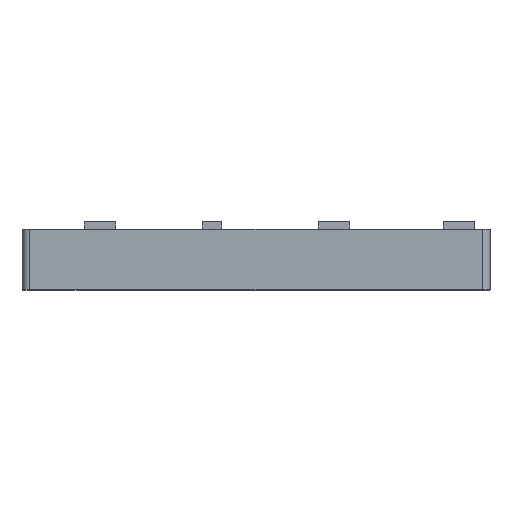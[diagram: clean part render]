
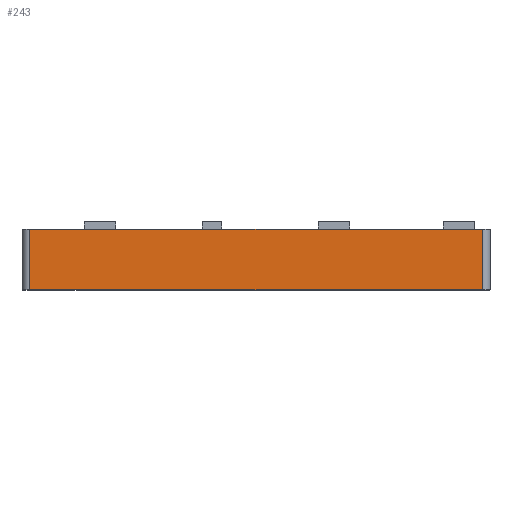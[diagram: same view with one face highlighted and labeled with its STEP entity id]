
A CAD part, top view. The second image highlights one B-rep face of the part: STEP entity #243.
In plain terms, the highlighted planar face has unit normal (0, 0, 1).
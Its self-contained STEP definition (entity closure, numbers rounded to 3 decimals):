
#23 = VERTEX_POINT ( 'NONE', #343 ) ;
#32 = EDGE_CURVE ( 'NONE', #833, #421, #194, .T. ) ;
#62 = DIRECTION ( 'NONE',  ( 0., -1., 0. ) ) ;
#74 = EDGE_LOOP ( 'NONE', ( #1447, #1313, #1234, #1748 ) ) ;
#194 = LINE ( 'NONE', #985, #324 ) ;
#239 = LINE ( 'NONE', #436, #1461 ) ;
#243 = ADVANCED_FACE ( 'NONE', ( #1243 ), #2029, .F. ) ;
#251 = VECTOR ( 'NONE', #672, 1000. ) ;
#299 = DIRECTION ( 'NONE',  ( -1., 0., 0. ) ) ;
#324 = VECTOR ( 'NONE', #62, 1000. ) ;
#343 = CARTESIAN_POINT ( 'NONE',  ( 118., 0., 0. ) ) ;
#421 = VERTEX_POINT ( 'NONE', #1182 ) ;
#436 = CARTESIAN_POINT ( 'NONE',  ( 118., 15.5, 0. ) ) ;
#443 = LINE ( 'NONE', #498, #1929 ) ;
#498 = CARTESIAN_POINT ( 'NONE',  ( 120., 15.5, 0. ) ) ;
#507 = LINE ( 'NONE', #848, #251 ) ;
#672 = DIRECTION ( 'NONE',  ( 1., 0., 0. ) ) ;
#788 = VERTEX_POINT ( 'NONE', #1951 ) ;
#799 = EDGE_CURVE ( 'NONE', #421, #23, #507, .T. ) ;
#833 = VERTEX_POINT ( 'NONE', #1288 ) ;
#848 = CARTESIAN_POINT ( 'NONE',  ( 120., 0., 0. ) ) ;
#910 = EDGE_CURVE ( 'NONE', #23, #788, #239, .T. ) ;
#985 = CARTESIAN_POINT ( 'NONE',  ( 2., 15.5, 0. ) ) ;
#1067 = DIRECTION ( 'NONE',  ( 1., 0., 0. ) ) ;
#1181 = DIRECTION ( 'NONE',  ( 0., 1., 0. ) ) ;
#1182 = CARTESIAN_POINT ( 'NONE',  ( 2., 0., 0. ) ) ;
#1233 = AXIS2_PLACEMENT_3D ( 'NONE', #1850, #2004, #299 ) ;
#1234 = ORIENTED_EDGE ( 'NONE', *, *, #799, .T. ) ;
#1243 = FACE_OUTER_BOUND ( 'NONE', #74, .T. ) ;
#1288 = CARTESIAN_POINT ( 'NONE',  ( 2., 15.5, 0. ) ) ;
#1313 = ORIENTED_EDGE ( 'NONE', *, *, #32, .T. ) ;
#1447 = ORIENTED_EDGE ( 'NONE', *, *, #1712, .F. ) ;
#1461 = VECTOR ( 'NONE', #1181, 1000. ) ;
#1712 = EDGE_CURVE ( 'NONE', #833, #788, #443, .T. ) ;
#1748 = ORIENTED_EDGE ( 'NONE', *, *, #910, .T. ) ;
#1850 = CARTESIAN_POINT ( 'NONE',  ( 120., 15.5, 0. ) ) ;
#1929 = VECTOR ( 'NONE', #1067, 1000. ) ;
#1951 = CARTESIAN_POINT ( 'NONE',  ( 118., 15.5, 0. ) ) ;
#2004 = DIRECTION ( 'NONE',  ( 0., 0., -1. ) ) ;
#2029 = PLANE ( 'NONE',  #1233 ) ;
